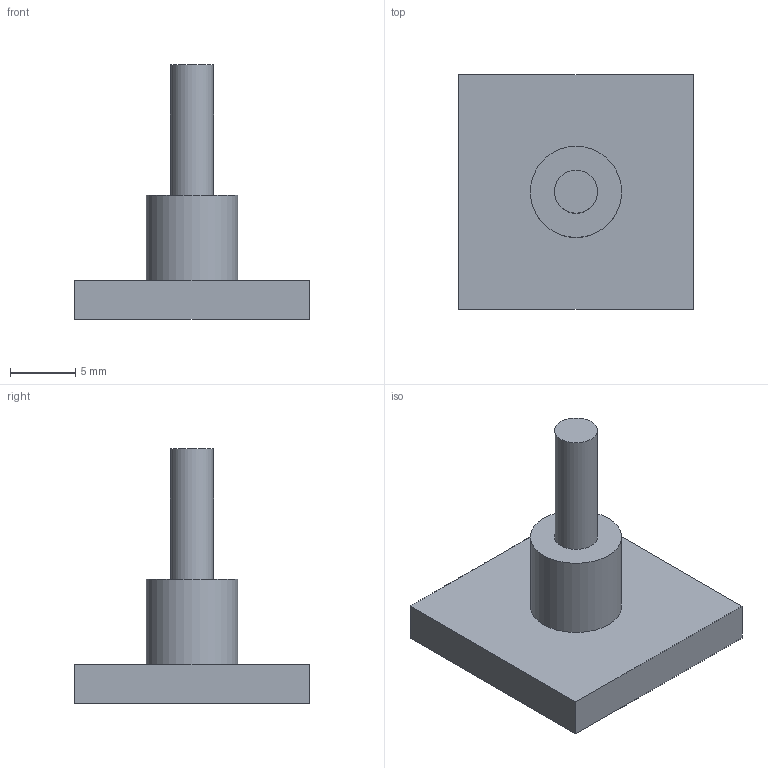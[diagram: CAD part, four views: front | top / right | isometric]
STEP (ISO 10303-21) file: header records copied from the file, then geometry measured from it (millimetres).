
FILE_DESCRIPTION(('FreeCAD Model'),'2;1');
FILE_NAME('Open CASCADE Shape Model','2023-01-13T21:15:33',(''),(''), 'Open CASCADE STEP processor 7.6','FreeCAD','Unknown');
FILE_SCHEMA(('AUTOMOTIVE_DESIGN { 1 0 10303 214 1 1 1 1 }'));
Length unit declared in the file: millimetre
Products named in the file (4): Unnamed; Cube; Cylinder; Cylinder001
Assembly tree (3 placements, depth 2):
  Unnamed
    Cube
    Cylinder
    Cylinder001
Bounding box: 18 x 18 x 19.5 mm (x, y, z)
Volume: 1307.7 mm3; surface area: 1204.7 mm2
Topology: 3 solids, 3 shells, 12 faces, 18 edges, 12 vertices
Faces by surface type: plane 10, cylinder 2
Full cylindrical faces by diameter (mm): 3.3 x1, 7 x1
Entity records: 358 total; most frequent: DIRECTION 54, CARTESIAN_POINT 46, ORIENTED_EDGE 36, AXIS2_PLACEMENT_3D 20, EDGE_CURVE 18, LINE 14, VECTOR 14, ADVANCED_FACE 12
